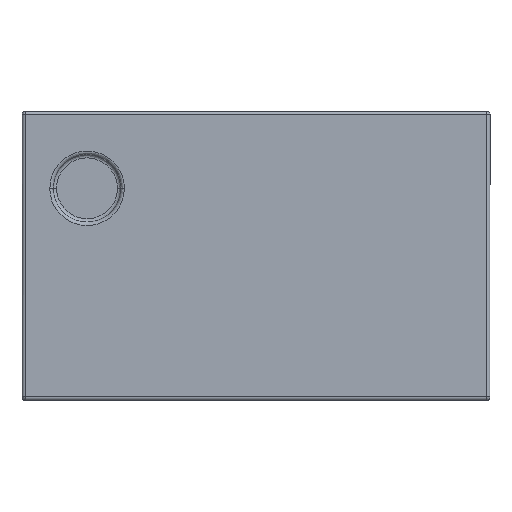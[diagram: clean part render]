
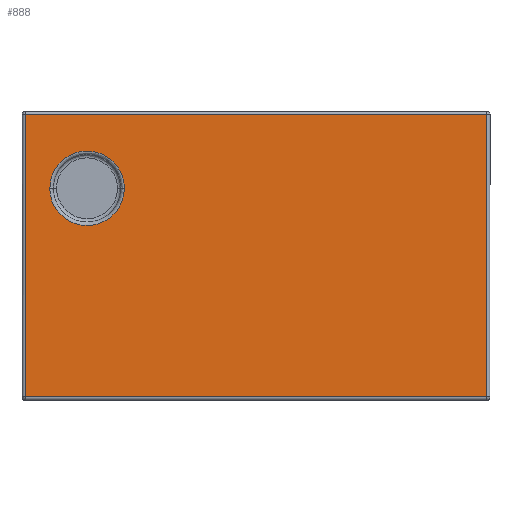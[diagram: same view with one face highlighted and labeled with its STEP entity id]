
A CAD part, top view. The second image highlights one B-rep face of the part: STEP entity #888.
In plain terms, the highlighted planar face has unit normal (0, 0, 1).
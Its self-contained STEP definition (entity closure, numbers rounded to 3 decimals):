
#37 = LINE ( 'NONE', #1344, #359 ) ;
#104 = CARTESIAN_POINT ( 'NONE',  ( 0.682, -0.418, 0.425 ) ) ;
#111 = VERTEX_POINT ( 'NONE', #1813 ) ;
#117 = CARTESIAN_POINT ( 'NONE',  ( -0.47, 0.09, 0.425 ) ) ;
#145 = ORIENTED_EDGE ( 'NONE', *, *, #1853, .T. ) ;
#160 = CARTESIAN_POINT ( 'NONE',  ( -0.599, 0.257, 0.425 ) ) ;
#171 = CARTESIAN_POINT ( 'NONE',  ( -0.61, 0.23, 0.425 ) ) ;
#197 = CARTESIAN_POINT ( 'NONE',  ( 0., 0.418, 0.425 ) ) ;
#203 = EDGE_LOOP ( 'NONE', ( #367, #1060, #665, #1770 ) ) ;
#246 = AXIS2_PLACEMENT_3D ( 'NONE', #1799, #583, #1217 ) ;
#251 = CARTESIAN_POINT ( 'NONE',  ( -0.61, 0.2, 0.425 ) ) ;
#325 = DIRECTION ( 'NONE',  ( 0., -1., 0. ) ) ;
#359 = VECTOR ( 'NONE', #325, 1000. ) ;
#367 = ORIENTED_EDGE ( 'NONE', *, *, #1698, .F. ) ;
#382 = VECTOR ( 'NONE', #707, 1000. ) ;
#401 = CARTESIAN_POINT ( 'NONE',  ( -0.39, 0.2, 0.425 ) ) ;
#413 = CARTESIAN_POINT ( 'NONE',  ( -0.47, 0.31, 0.425 ) ) ;
#441 = CARTESIAN_POINT ( 'NONE',  ( -0.444, 0.299, 0.425 ) ) ;
#448 = B_SPLINE_CURVE_WITH_KNOTS ( 'NONE', 3,
 ( #1590, #171, #160, #995, #699, #413, #441, #1712, #689, #401 ),
 .UNSPECIFIED., .F., .F.,
 ( 4, 2, 2, 2, 4 ),
 ( 0., 0.25, 0.5, 0.75, 1. ),
 .UNSPECIFIED. ) ;
#459 = DIRECTION ( 'NONE',  ( 1., 0., 0. ) ) ;
#498 = VECTOR ( 'NONE', #730, 1000. ) ;
#506 = CARTESIAN_POINT ( 'NONE',  ( -0.443, 0.101, 0.425 ) ) ;
#531 = CARTESIAN_POINT ( 'NONE',  ( -0.39, 0.17, 0.425 ) ) ;
#553 = VERTEX_POINT ( 'NONE', #1458 ) ;
#580 = EDGE_LOOP ( 'NONE', ( #1047, #145 ) ) ;
#583 = DIRECTION ( 'NONE',  ( 0., 0., 1. ) ) ;
#651 = CARTESIAN_POINT ( 'NONE',  ( -0.682, 0., 0.425 ) ) ;
#661 = CARTESIAN_POINT ( 'NONE',  ( -0.53, 0.09, 0.425 ) ) ;
#665 = ORIENTED_EDGE ( 'NONE', *, *, #876, .F. ) ;
#689 = CARTESIAN_POINT ( 'NONE',  ( -0.39, 0.231, 0.425 ) ) ;
#695 = CARTESIAN_POINT ( 'NONE',  ( 0., -0.418, 0.425 ) ) ;
#699 = CARTESIAN_POINT ( 'NONE',  ( -0.53, 0.31, 0.425 ) ) ;
#707 = DIRECTION ( 'NONE',  ( 0., 1., 0. ) ) ;
#730 = DIRECTION ( 'NONE',  ( -1., 0., 0. ) ) ;
#744 = LINE ( 'NONE', #197, #1489 ) ;
#797 = VERTEX_POINT ( 'NONE', #104 ) ;
#808 = EDGE_CURVE ( 'NONE', #1412, #111, #1397, .T. ) ;
#876 = EDGE_CURVE ( 'NONE', #797, #1412, #1709, .T. ) ;
#885 = CARTESIAN_POINT ( 'NONE',  ( -0.61, 0.2, 0.425 ) ) ;
#888 = ADVANCED_FACE ( 'NONE', ( #1193, #1363 ), #1772, .T. ) ;
#921 = EDGE_CURVE ( 'NONE', #1419, #797, #37, .T. ) ;
#949 = B_SPLINE_CURVE_WITH_KNOTS ( 'NONE', 3,
 ( #1083, #531, #1671, #506, #117, #661, #1415, #1408, #1118, #251 ),
 .UNSPECIFIED., .F., .F.,
 ( 4, 2, 2, 2, 4 ),
 ( 0., 0.25, 0.5, 0.75, 1. ),
 .UNSPECIFIED. ) ;
#995 = CARTESIAN_POINT ( 'NONE',  ( -0.557, 0.299, 0.425 ) ) ;
#1047 = ORIENTED_EDGE ( 'NONE', *, *, #1564, .T. ) ;
#1060 = ORIENTED_EDGE ( 'NONE', *, *, #808, .F. ) ;
#1083 = CARTESIAN_POINT ( 'NONE',  ( -0.39, 0.2, 0.425 ) ) ;
#1118 = CARTESIAN_POINT ( 'NONE',  ( -0.61, 0.169, 0.425 ) ) ;
#1139 = CARTESIAN_POINT ( 'NONE',  ( -0.682, -0.418, 0.425 ) ) ;
#1193 = FACE_BOUND ( 'NONE', #580, .T. ) ;
#1217 = DIRECTION ( 'NONE',  ( 1., 0., 0. ) ) ;
#1314 = VERTEX_POINT ( 'NONE', #885 ) ;
#1344 = CARTESIAN_POINT ( 'NONE',  ( 0.682, 0., 0.425 ) ) ;
#1363 = FACE_OUTER_BOUND ( 'NONE', #203, .T. ) ;
#1397 = LINE ( 'NONE', #651, #382 ) ;
#1408 = CARTESIAN_POINT ( 'NONE',  ( -0.599, 0.143, 0.425 ) ) ;
#1412 = VERTEX_POINT ( 'NONE', #1139 ) ;
#1415 = CARTESIAN_POINT ( 'NONE',  ( -0.556, 0.101, 0.425 ) ) ;
#1419 = VERTEX_POINT ( 'NONE', #1444 ) ;
#1444 = CARTESIAN_POINT ( 'NONE',  ( 0.682, 0.418, 0.425 ) ) ;
#1458 = CARTESIAN_POINT ( 'NONE',  ( -0.39, 0.2, 0.425 ) ) ;
#1489 = VECTOR ( 'NONE', #459, 1000. ) ;
#1564 = EDGE_CURVE ( 'NONE', #1314, #553, #448, .T. ) ;
#1590 = CARTESIAN_POINT ( 'NONE',  ( -0.61, 0.2, 0.425 ) ) ;
#1671 = CARTESIAN_POINT ( 'NONE',  ( -0.401, 0.143, 0.425 ) ) ;
#1698 = EDGE_CURVE ( 'NONE', #111, #1419, #744, .T. ) ;
#1709 = LINE ( 'NONE', #695, #498 ) ;
#1712 = CARTESIAN_POINT ( 'NONE',  ( -0.401, 0.257, 0.425 ) ) ;
#1770 = ORIENTED_EDGE ( 'NONE', *, *, #921, .F. ) ;
#1772 = PLANE ( 'NONE',  #246 ) ;
#1799 = CARTESIAN_POINT ( 'NONE',  ( 0., 0., 0.425 ) ) ;
#1813 = CARTESIAN_POINT ( 'NONE',  ( -0.682, 0.418, 0.425 ) ) ;
#1853 = EDGE_CURVE ( 'NONE', #553, #1314, #949, .T. ) ;
